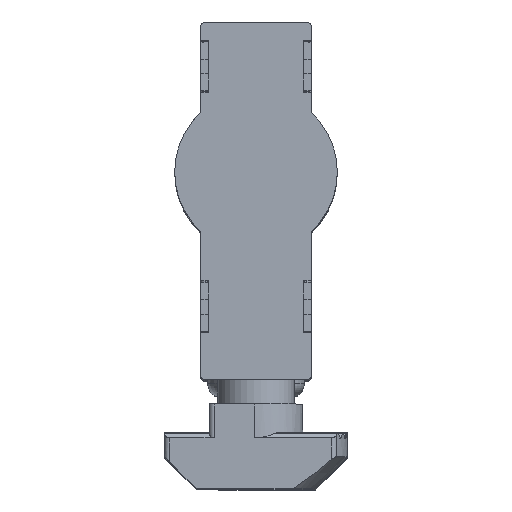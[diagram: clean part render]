
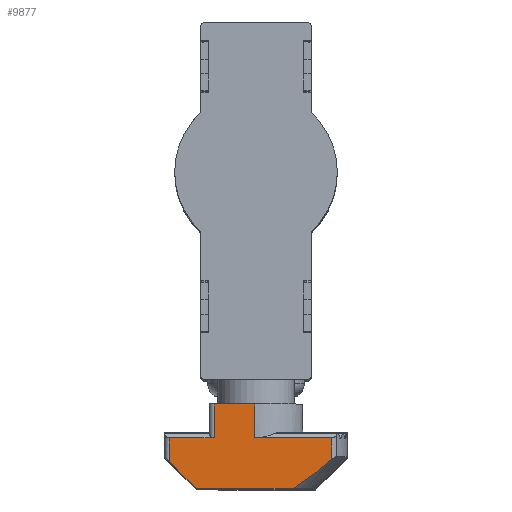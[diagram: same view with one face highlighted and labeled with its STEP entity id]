
A CAD part, top view. The second image highlights one B-rep face of the part: STEP entity #9877.
In plain terms, the highlighted face is planar.
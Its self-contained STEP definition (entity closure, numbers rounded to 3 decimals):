
#213 = DIRECTION ( 'NONE',  ( 0., 0., -1. ) ) ;
#246 = VERTEX_POINT ( 'NONE', #9894 ) ;
#267 = VERTEX_POINT ( 'NONE', #3584 ) ;
#369 = DIRECTION ( 'NONE',  ( 0., 0., -1. ) ) ;
#719 = DIRECTION ( 'NONE',  ( 1., 0., 0. ) ) ;
#847 = ORIENTED_EDGE ( 'NONE', *, *, #8450, .T. ) ;
#941 = LINE ( 'NONE', #5297, #10713 ) ;
#963 = AXIS2_PLACEMENT_3D ( 'NONE', #9530, #5862, #369 ) ;
#978 = EDGE_CURVE ( 'NONE', #9623, #246, #6054, .T. ) ;
#1021 = EDGE_CURVE ( 'NONE', #7041, #2885, #8110, .T. ) ;
#1086 = VECTOR ( 'NONE', #9257, 1000. ) ;
#1121 = ORIENTED_EDGE ( 'NONE', *, *, #7123, .F. ) ;
#1172 = ORIENTED_EDGE ( 'NONE', *, *, #1021, .T. ) ;
#1381 = CARTESIAN_POINT ( 'NONE',  ( 4.35, 4.85, 5.28 ) ) ;
#1465 = LINE ( 'NONE', #6989, #10676 ) ;
#1686 = VECTOR ( 'NONE', #4091, 1000. ) ;
#1841 = CARTESIAN_POINT ( 'NONE',  ( -5.259, 4.85, 0.942 ) ) ;
#2373 = DIRECTION ( 'NONE',  ( -1., 0., 0. ) ) ;
#2772 = CARTESIAN_POINT ( 'NONE',  ( -7.238, 4.85, 2.506 ) ) ;
#2775 = ORIENTED_EDGE ( 'NONE', *, *, #9624, .T. ) ;
#2806 = ORIENTED_EDGE ( 'NONE', *, *, #11565, .T. ) ;
#2885 = VERTEX_POINT ( 'NONE', #10512 ) ;
#2985 = DIRECTION ( 'NONE',  ( 1., 0., 0. ) ) ;
#3067 = EDGE_CURVE ( 'NONE', #6479, #267, #8881, .T. ) ;
#3310 = CARTESIAN_POINT ( 'NONE',  ( 6.2, 4.85, 0. ) ) ;
#3397 = DIRECTION ( 'NONE',  ( 0., 0., -1. ) ) ;
#3428 = VERTEX_POINT ( 'NONE', #6555 ) ;
#3441 = VECTOR ( 'NONE', #6846, 1000. ) ;
#3584 = CARTESIAN_POINT ( 'NONE',  ( 0.15, 4.85, 5.28 ) ) ;
#3640 = CARTESIAN_POINT ( 'NONE',  ( -4.579, 4.85, 0.447 ) ) ;
#3974 = CARTESIAN_POINT ( 'NONE',  ( 9., 4.85, 5.28 ) ) ;
#4073 = CARTESIAN_POINT ( 'NONE',  ( 9., 4.85, 5.89 ) ) ;
#4091 = DIRECTION ( 'NONE',  ( 0., 0., 1. ) ) ;
#4179 = VERTEX_POINT ( 'NONE', #1381 ) ;
#4421 = EDGE_CURVE ( 'NONE', #246, #8435, #9589, .T. ) ;
#4804 = EDGE_CURVE ( 'NONE', #4179, #7041, #941, .T. ) ;
#5038 = ORIENTED_EDGE ( 'NONE', *, *, #4804, .T. ) ;
#5127 = CARTESIAN_POINT ( 'NONE',  ( 9.5, 4.85, 3.3 ) ) ;
#5157 = ORIENTED_EDGE ( 'NONE', *, *, #978, .T. ) ;
#5297 = CARTESIAN_POINT ( 'NONE',  ( -8.169, 4.85, 5.28 ) ) ;
#5587 = VECTOR ( 'NONE', #6088, 1000. ) ;
#5719 = EDGE_LOOP ( 'NONE', ( #5038, #1172, #2775, #5157, #6814, #2806, #6412, #11855, #1121, #847 ) ) ;
#5862 = DIRECTION ( 'NONE',  ( 0., -1., 0. ) ) ;
#6054 = LINE ( 'NONE', #6377, #1086 ) ;
#6088 = DIRECTION ( 'NONE',  ( -0.707, 0., -0.707 ) ) ;
#6377 = CARTESIAN_POINT ( 'NONE',  ( -8.169, 4.85, 0. ) ) ;
#6412 = ORIENTED_EDGE ( 'NONE', *, *, #8307, .T. ) ;
#6435 = LINE ( 'NONE', #5127, #5587 ) ;
#6479 = VERTEX_POINT ( 'NONE', #6552 ) ;
#6552 = CARTESIAN_POINT ( 'NONE',  ( 0.15, 4.85, 8.8 ) ) ;
#6555 = CARTESIAN_POINT ( 'NONE',  ( -7.879, 4.85, 5.28 ) ) ;
#6658 = CARTESIAN_POINT ( 'NONE',  ( 4.35, 4.85, 8.8 ) ) ;
#6770 = VECTOR ( 'NONE', #2985, 1000. ) ;
#6814 = ORIENTED_EDGE ( 'NONE', *, *, #4421, .T. ) ;
#6846 = DIRECTION ( 'NONE',  ( 0., 0., -1. ) ) ;
#6989 = CARTESIAN_POINT ( 'NONE',  ( 0.15, 4.85, 8.8 ) ) ;
#7041 = VERTEX_POINT ( 'NONE', #3974 ) ;
#7123 = EDGE_CURVE ( 'NONE', #11483, #6479, #1465, .T. ) ;
#7676 = PLANE ( 'NONE',  #963 ) ;
#7831 = VECTOR ( 'NONE', #213, 1000. ) ;
#7862 = FACE_OUTER_BOUND ( 'NONE', #5719, .T. ) ;
#8110 = LINE ( 'NONE', #4073, #7831 ) ;
#8261 = CARTESIAN_POINT ( 'NONE',  ( -6.589, 4.85, 1.971 ) ) ;
#8307 = EDGE_CURVE ( 'NONE', #3428, #267, #9207, .T. ) ;
#8435 = VERTEX_POINT ( 'NONE', #9633 ) ;
#8450 = EDGE_CURVE ( 'NONE', #11483, #4179, #10511, .T. ) ;
#8691 = CARTESIAN_POINT ( 'NONE',  ( 4.35, 4.85, 5.89 ) ) ;
#8881 = LINE ( 'NONE', #10771, #10748 ) ;
#9206 = CARTESIAN_POINT ( 'NONE',  ( -7.879, 4.85, 3.052 ) ) ;
#9207 = LINE ( 'NONE', #11206, #6770 ) ;
#9257 = DIRECTION ( 'NONE',  ( -1., 0., 0. ) ) ;
#9530 = CARTESIAN_POINT ( 'NONE',  ( -8.169, 4.85, 5.89 ) ) ;
#9589 = B_SPLINE_CURVE_WITH_KNOTS ( 'NONE', 3,
 ( #10993, #3640, #1841, #8261, #2772, #9206 ),
 .UNSPECIFIED., .F., .F.,
 ( 4, 2, 4 ),
 ( 0., 0.003, 0.005 ),
 .UNSPECIFIED. ) ;
#9592 = CARTESIAN_POINT ( 'NONE',  ( -7.879, 4.85, 5.89 ) ) ;
#9623 = VERTEX_POINT ( 'NONE', #3310 ) ;
#9624 = EDGE_CURVE ( 'NONE', #2885, #9623, #6435, .T. ) ;
#9633 = CARTESIAN_POINT ( 'NONE',  ( -7.879, 4.85, 3.052 ) ) ;
#9877 = ADVANCED_FACE ( 'NONE', ( #7862 ), #7676, .F. ) ;
#9894 = CARTESIAN_POINT ( 'NONE',  ( -3.862, 4.85, 0. ) ) ;
#10511 = LINE ( 'NONE', #8691, #3441 ) ;
#10512 = CARTESIAN_POINT ( 'NONE',  ( 9., 4.85, 2.8 ) ) ;
#10676 = VECTOR ( 'NONE', #2373, 1000. ) ;
#10713 = VECTOR ( 'NONE', #719, 1000. ) ;
#10748 = VECTOR ( 'NONE', #3397, 1000. ) ;
#10771 = CARTESIAN_POINT ( 'NONE',  ( 0.15, 4.85, 8.8 ) ) ;
#10783 = LINE ( 'NONE', #9592, #1686 ) ;
#10993 = CARTESIAN_POINT ( 'NONE',  ( -3.862, 4.85, 0. ) ) ;
#11206 = CARTESIAN_POINT ( 'NONE',  ( -8.169, 4.85, 5.28 ) ) ;
#11483 = VERTEX_POINT ( 'NONE', #6658 ) ;
#11565 = EDGE_CURVE ( 'NONE', #8435, #3428, #10783, .T. ) ;
#11855 = ORIENTED_EDGE ( 'NONE', *, *, #3067, .F. ) ;
